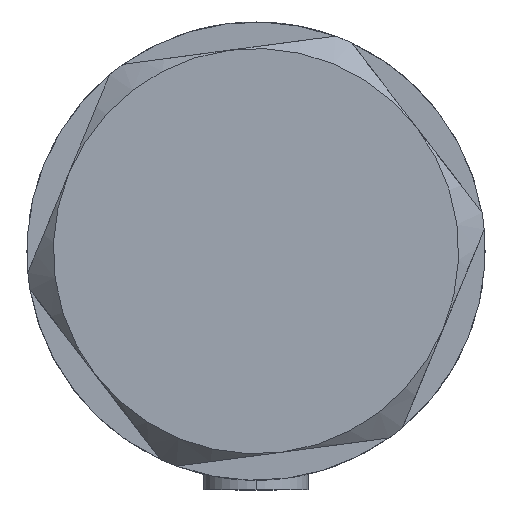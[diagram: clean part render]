
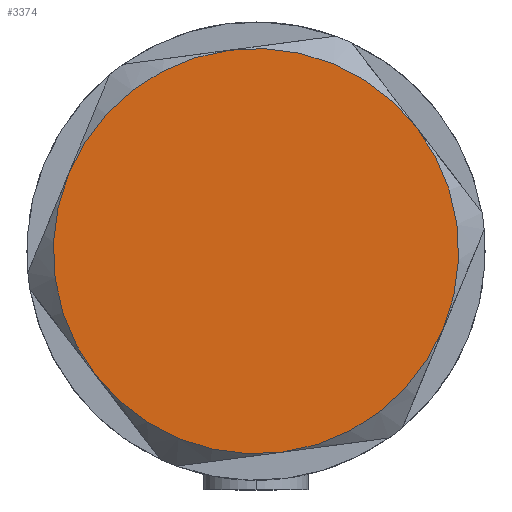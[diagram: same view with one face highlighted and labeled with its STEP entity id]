
A CAD part, left-side view. The second image highlights one B-rep face of the part: STEP entity #3374.
In plain terms, the highlighted face is planar.
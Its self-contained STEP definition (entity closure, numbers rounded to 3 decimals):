
#49 = CIRCLE ( 'NONE', #546, 23. ) ;
#133 = AXIS2_PLACEMENT_3D ( 'NONE', #1097, #2204, #675 ) ;
#350 = VERTEX_POINT ( 'NONE', #4068 ) ;
#408 = CARTESIAN_POINT ( 'NONE',  ( 11.5, -19.919, 9. ) ) ;
#441 = DIRECTION ( 'NONE',  ( 1., 0., 0. ) ) ;
#461 = DIRECTION ( 'NONE',  ( 0., 0., 1. ) ) ;
#486 = EDGE_CURVE ( 'NONE', #1397, #795, #3030, .T. ) ;
#546 = AXIS2_PLACEMENT_3D ( 'NONE', #4048, #4019, #2839 ) ;
#675 = DIRECTION ( 'NONE',  ( 1., 0., 0. ) ) ;
#766 = CARTESIAN_POINT ( 'NONE',  ( -11.5, -19.919, 9. ) ) ;
#795 = VERTEX_POINT ( 'NONE', #408 ) ;
#811 = DIRECTION ( 'NONE',  ( 0., 0., 1. ) ) ;
#997 = VERTEX_POINT ( 'NONE', #2364 ) ;
#1097 = CARTESIAN_POINT ( 'NONE',  ( 0., 0., 9. ) ) ;
#1213 = VERTEX_POINT ( 'NONE', #4132 ) ;
#1304 = PLANE ( 'NONE',  #2216 ) ;
#1388 = CARTESIAN_POINT ( 'NONE',  ( 0., 0., 9. ) ) ;
#1397 = VERTEX_POINT ( 'NONE', #766 ) ;
#1493 = AXIS2_PLACEMENT_3D ( 'NONE', #1975, #3248, #4051 ) ;
#1591 = CIRCLE ( 'NONE', #2385, 23. ) ;
#1650 = ORIENTED_EDGE ( 'NONE', *, *, #4472, .T. ) ;
#1884 = EDGE_CURVE ( 'NONE', #1213, #1397, #1591, .T. ) ;
#1949 = EDGE_CURVE ( 'NONE', #795, #2876, #4070, .T. ) ;
#1975 = CARTESIAN_POINT ( 'NONE',  ( 0., 0., 9. ) ) ;
#2107 = CARTESIAN_POINT ( 'NONE',  ( 0., 0., 9. ) ) ;
#2204 = DIRECTION ( 'NONE',  ( 0., 0., 1. ) ) ;
#2216 = AXIS2_PLACEMENT_3D ( 'NONE', #3276, #4135, #2538 ) ;
#2364 = CARTESIAN_POINT ( 'NONE',  ( -11.5, 19.919, 9. ) ) ;
#2385 = AXIS2_PLACEMENT_3D ( 'NONE', #4788, #811, #441 ) ;
#2484 = AXIS2_PLACEMENT_3D ( 'NONE', #1388, #3024, #4632 ) ;
#2538 = DIRECTION ( 'NONE',  ( 1., 0., 0. ) ) ;
#2812 = ORIENTED_EDGE ( 'NONE', *, *, #3801, .T. ) ;
#2839 = DIRECTION ( 'NONE',  ( 1., 0., 0. ) ) ;
#2876 = VERTEX_POINT ( 'NONE', #3391 ) ;
#2910 = FACE_OUTER_BOUND ( 'NONE', #4785, .T. ) ;
#3024 = DIRECTION ( 'NONE',  ( 0., 0., 1. ) ) ;
#3030 = CIRCLE ( 'NONE', #1493, 23. ) ;
#3159 = ORIENTED_EDGE ( 'NONE', *, *, #3212, .T. ) ;
#3174 = ORIENTED_EDGE ( 'NONE', *, *, #1949, .T. ) ;
#3212 = EDGE_CURVE ( 'NONE', #997, #1213, #4242, .T. ) ;
#3248 = DIRECTION ( 'NONE',  ( 0., 0., 1. ) ) ;
#3276 = CARTESIAN_POINT ( 'NONE',  ( 0., 0., 9. ) ) ;
#3374 = ADVANCED_FACE ( 'NONE', ( #2910 ), #1304, .T. ) ;
#3391 = CARTESIAN_POINT ( 'NONE',  ( 23., 0., 9. ) ) ;
#3591 = ORIENTED_EDGE ( 'NONE', *, *, #486, .T. ) ;
#3677 = CIRCLE ( 'NONE', #2484, 23. ) ;
#3801 = EDGE_CURVE ( 'NONE', #2876, #350, #49, .T. ) ;
#3892 = AXIS2_PLACEMENT_3D ( 'NONE', #2107, #461, #4479 ) ;
#4019 = DIRECTION ( 'NONE',  ( 0., 0., 1. ) ) ;
#4048 = CARTESIAN_POINT ( 'NONE',  ( 0., 0., 9. ) ) ;
#4051 = DIRECTION ( 'NONE',  ( 1., 0., 0. ) ) ;
#4068 = CARTESIAN_POINT ( 'NONE',  ( 11.5, 19.919, 9. ) ) ;
#4070 = CIRCLE ( 'NONE', #3892, 23. ) ;
#4132 = CARTESIAN_POINT ( 'NONE',  ( -23., 0., 9. ) ) ;
#4135 = DIRECTION ( 'NONE',  ( 0., 0., 1. ) ) ;
#4242 = CIRCLE ( 'NONE', #133, 23. ) ;
#4375 = ORIENTED_EDGE ( 'NONE', *, *, #1884, .T. ) ;
#4472 = EDGE_CURVE ( 'NONE', #350, #997, #3677, .T. ) ;
#4479 = DIRECTION ( 'NONE',  ( 1., 0., 0. ) ) ;
#4632 = DIRECTION ( 'NONE',  ( 1., 0., 0. ) ) ;
#4785 = EDGE_LOOP ( 'NONE', ( #3174, #2812, #1650, #3159, #4375, #3591 ) ) ;
#4788 = CARTESIAN_POINT ( 'NONE',  ( 0., 0., 9. ) ) ;
